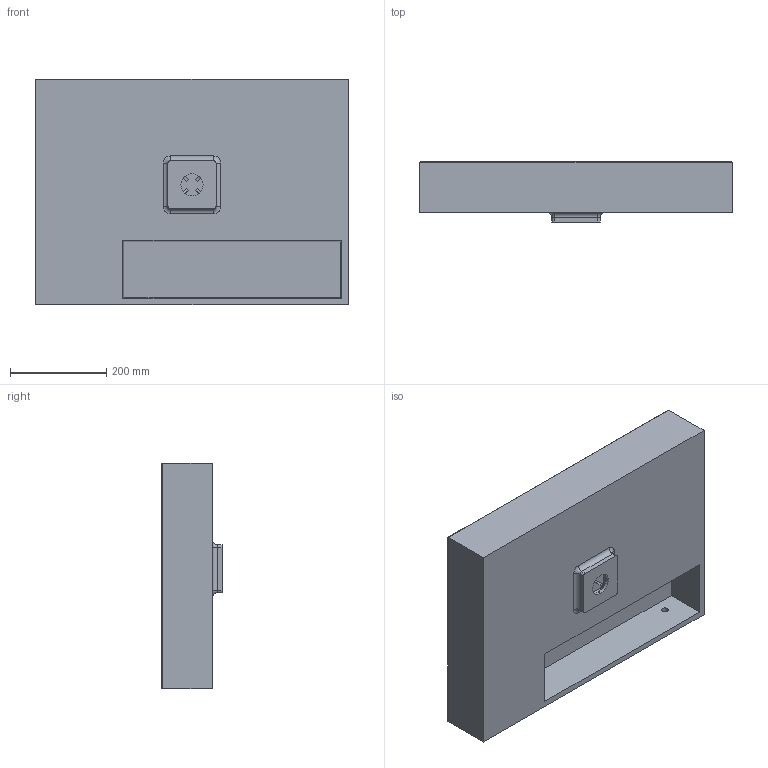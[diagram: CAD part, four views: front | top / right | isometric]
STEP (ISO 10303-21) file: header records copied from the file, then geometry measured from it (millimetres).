
FILE_DESCRIPTION (( 'STEP AP214' ), '1' );
FILE_NAME ('SCA-B1.STEP', '2020-07-20T11:18:25', ( 'User' ), ( '' ), 'SwSTEP 2.0', 'SolidWorks 2019', '' );
FILE_SCHEMA (( 'AUTOMOTIVE_DESIGN' ));
Length unit declared in the file: millimetre
Products named in the file (2): SCA-B1
Bounding box: 650 x 125 x 470 mm (x, y, z)
Volume: 10170277.6 mm3; surface area: 1082013.2 mm2
Topology: 2 solids, 2 shells, 177 faces, 438 edges, 264 vertices
Faces by surface type: plane 66, cylinder 54, bspline 43, torus 12, cone 2
Entity records: 18091 total; most frequent: CARTESIAN_POINT 14333, ORIENTED_EDGE 862, DIRECTION 626, EDGE_CURVE 431, VERTEX_POINT 264, AXIS2_PLACEMENT_3D 229, EDGE_LOOP 189, FACE_OUTER_BOUND 177
